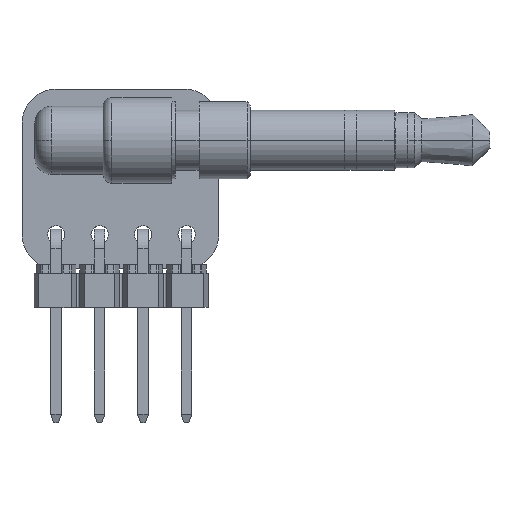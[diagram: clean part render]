
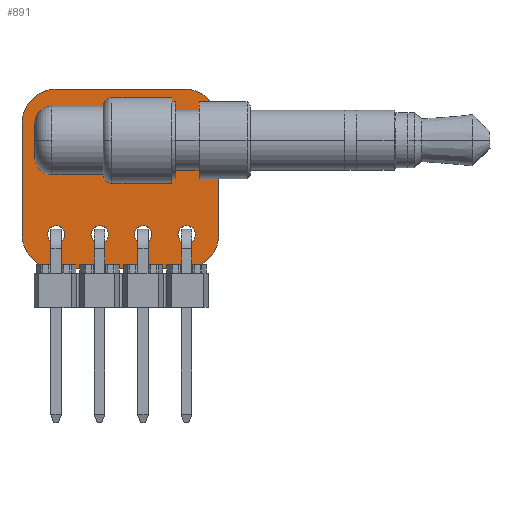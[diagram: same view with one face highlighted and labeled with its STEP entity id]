
A CAD part, top view. The second image highlights one B-rep face of the part: STEP entity #891.
In plain terms, the highlighted planar face has unit normal (0, 0, 1).
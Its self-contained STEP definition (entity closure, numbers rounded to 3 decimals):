
#80 = VERTEX_POINT('',#81);
#81 = CARTESIAN_POINT('',(2.,9.5,1.619));
#87 = EDGE_CURVE('',#80,#88,#90,.T.);
#88 = VERTEX_POINT('',#89);
#89 = CARTESIAN_POINT('',(0.,11.5,1.619));
#90 = CIRCLE('',#91,2.001);
#91 = AXIS2_PLACEMENT_3D('',#92,#93,#94);
#92 = CARTESIAN_POINT('',(2.001,11.501,1.619));
#93 = DIRECTION('',(0.,0.,-1.));
#94 = DIRECTION('',(0.,-1.,-0.));
#120 = EDGE_CURVE('',#88,#121,#123,.T.);
#121 = VERTEX_POINT('',#122);
#122 = CARTESIAN_POINT('',(0.,18.,1.619));
#123 = LINE('',#124,#125);
#124 = CARTESIAN_POINT('',(0.,11.5,1.619));
#125 = VECTOR('',#126,1.);
#126 = DIRECTION('',(0.,1.,0.));
#151 = EDGE_CURVE('',#121,#152,#154,.T.);
#152 = VERTEX_POINT('',#153);
#153 = CARTESIAN_POINT('',(2.,20.,1.619));
#154 = CIRCLE('',#155,2.001);
#155 = AXIS2_PLACEMENT_3D('',#156,#157,#158);
#156 = CARTESIAN_POINT('',(2.001,17.999,1.619));
#157 = DIRECTION('',(0.,0.,-1.));
#158 = DIRECTION('',(-1.,0.,0.));
#184 = EDGE_CURVE('',#152,#185,#187,.T.);
#185 = VERTEX_POINT('',#186);
#186 = CARTESIAN_POINT('',(9.5,20.,1.619));
#187 = LINE('',#188,#189);
#188 = CARTESIAN_POINT('',(2.,20.,1.619));
#189 = VECTOR('',#190,1.);
#190 = DIRECTION('',(1.,0.,0.));
#215 = EDGE_CURVE('',#185,#216,#218,.T.);
#216 = VERTEX_POINT('',#217);
#217 = CARTESIAN_POINT('',(11.5,18.,1.619));
#218 = CIRCLE('',#219,2.001);
#219 = AXIS2_PLACEMENT_3D('',#220,#221,#222);
#220 = CARTESIAN_POINT('',(9.499,17.999,1.619));
#221 = DIRECTION('',(0.,0.,-1.));
#222 = DIRECTION('',(0.,1.,0.));
#248 = EDGE_CURVE('',#216,#249,#251,.T.);
#249 = VERTEX_POINT('',#250);
#250 = CARTESIAN_POINT('',(11.5,11.5,1.619));
#251 = LINE('',#252,#253);
#252 = CARTESIAN_POINT('',(11.5,18.,1.619));
#253 = VECTOR('',#254,1.);
#254 = DIRECTION('',(0.,-1.,0.));
#279 = EDGE_CURVE('',#249,#280,#282,.T.);
#280 = VERTEX_POINT('',#281);
#281 = CARTESIAN_POINT('',(9.5,9.5,1.619));
#282 = CIRCLE('',#283,2.001);
#283 = AXIS2_PLACEMENT_3D('',#284,#285,#286);
#284 = CARTESIAN_POINT('',(9.499,11.501,1.619));
#285 = DIRECTION('',(0.,0.,-1.));
#286 = DIRECTION('',(1.,0.,0.));
#312 = EDGE_CURVE('',#280,#80,#313,.T.);
#313 = LINE('',#314,#315);
#314 = CARTESIAN_POINT('',(9.5,9.5,1.619));
#315 = VECTOR('',#316,1.);
#316 = DIRECTION('',(-1.,0.,0.));
#336 = VERTEX_POINT('',#337);
#337 = CARTESIAN_POINT('',(2.508,11.5,1.619));
#343 = EDGE_CURVE('',#336,#336,#344,.T.);
#344 = CIRCLE('',#345,0.508);
#345 = AXIS2_PLACEMENT_3D('',#346,#347,#348);
#346 = CARTESIAN_POINT('',(2.,11.5,1.619));
#347 = DIRECTION('',(0.,0.,1.));
#348 = DIRECTION('',(1.,0.,-0.));
#369 = VERTEX_POINT('',#370);
#370 = CARTESIAN_POINT('',(2.75,17.35,1.619));
#376 = EDGE_CURVE('',#369,#377,#379,.T.);
#377 = VERTEX_POINT('',#378);
#378 = CARTESIAN_POINT('',(2.75,16.65,1.619));
#379 = LINE('',#380,#381);
#380 = CARTESIAN_POINT('',(2.75,17.35,1.619));
#381 = VECTOR('',#382,1.);
#382 = DIRECTION('',(0.,-1.,0.));
#407 = EDGE_CURVE('',#377,#408,#410,.T.);
#408 = VERTEX_POINT('',#409);
#409 = CARTESIAN_POINT('',(3.25,16.65,1.619));
#410 = CIRCLE('',#411,0.25);
#411 = AXIS2_PLACEMENT_3D('',#412,#413,#414);
#412 = CARTESIAN_POINT('',(3.,16.65,1.619));
#413 = DIRECTION('',(0.,0.,1.));
#414 = DIRECTION('',(-1.,0.,-0.));
#440 = EDGE_CURVE('',#408,#441,#443,.T.);
#441 = VERTEX_POINT('',#442);
#442 = CARTESIAN_POINT('',(3.25,17.35,1.619));
#443 = LINE('',#444,#445);
#444 = CARTESIAN_POINT('',(3.25,16.65,1.619));
#445 = VECTOR('',#446,1.);
#446 = DIRECTION('',(0.,1.,0.));
#471 = EDGE_CURVE('',#441,#369,#472,.T.);
#472 = CIRCLE('',#473,0.25);
#473 = AXIS2_PLACEMENT_3D('',#474,#475,#476);
#474 = CARTESIAN_POINT('',(3.,17.35,1.619));
#475 = DIRECTION('',(0.,0.,1.));
#476 = DIRECTION('',(1.,0.,-0.));
#497 = VERTEX_POINT('',#498);
#498 = CARTESIAN_POINT('',(5.048,11.5,1.619));
#504 = EDGE_CURVE('',#497,#497,#505,.T.);
#505 = CIRCLE('',#506,0.508);
#506 = AXIS2_PLACEMENT_3D('',#507,#508,#509);
#507 = CARTESIAN_POINT('',(4.54,11.5,1.619));
#508 = DIRECTION('',(0.,0.,1.));
#509 = DIRECTION('',(1.,0.,-0.));
#530 = VERTEX_POINT('',#531);
#531 = CARTESIAN_POINT('',(7.588,11.5,1.619));
#537 = EDGE_CURVE('',#530,#530,#538,.T.);
#538 = CIRCLE('',#539,0.508);
#539 = AXIS2_PLACEMENT_3D('',#540,#541,#542);
#540 = CARTESIAN_POINT('',(7.08,11.5,1.619));
#541 = DIRECTION('',(0.,0.,1.));
#542 = DIRECTION('',(1.,0.,-0.));
#563 = VERTEX_POINT('',#564);
#564 = CARTESIAN_POINT('',(10.128,11.5,1.619));
#570 = EDGE_CURVE('',#563,#563,#571,.T.);
#571 = CIRCLE('',#572,0.508);
#572 = AXIS2_PLACEMENT_3D('',#573,#574,#575);
#573 = CARTESIAN_POINT('',(9.62,11.5,1.619));
#574 = DIRECTION('',(0.,0.,1.));
#575 = DIRECTION('',(1.,0.,-0.));
#596 = VERTEX_POINT('',#597);
#597 = CARTESIAN_POINT('',(5.25,17.35,1.619));
#603 = EDGE_CURVE('',#596,#604,#606,.T.);
#604 = VERTEX_POINT('',#605);
#605 = CARTESIAN_POINT('',(5.25,16.65,1.619));
#606 = LINE('',#607,#608);
#607 = CARTESIAN_POINT('',(5.25,17.35,1.619));
#608 = VECTOR('',#609,1.);
#609 = DIRECTION('',(0.,-1.,0.));
#634 = EDGE_CURVE('',#604,#635,#637,.T.);
#635 = VERTEX_POINT('',#636);
#636 = CARTESIAN_POINT('',(5.75,16.65,1.619));
#637 = CIRCLE('',#638,0.25);
#638 = AXIS2_PLACEMENT_3D('',#639,#640,#641);
#639 = CARTESIAN_POINT('',(5.5,16.65,1.619));
#640 = DIRECTION('',(0.,0.,1.));
#641 = DIRECTION('',(-1.,0.,-0.));
#667 = EDGE_CURVE('',#635,#668,#670,.T.);
#668 = VERTEX_POINT('',#669);
#669 = CARTESIAN_POINT('',(5.75,17.35,1.619));
#670 = LINE('',#671,#672);
#671 = CARTESIAN_POINT('',(5.75,16.65,1.619));
#672 = VECTOR('',#673,1.);
#673 = DIRECTION('',(0.,1.,0.));
#698 = EDGE_CURVE('',#668,#596,#699,.T.);
#699 = CIRCLE('',#700,0.25);
#700 = AXIS2_PLACEMENT_3D('',#701,#702,#703);
#701 = CARTESIAN_POINT('',(5.5,17.35,1.619));
#702 = DIRECTION('',(0.,0.,1.));
#703 = DIRECTION('',(1.,0.,-0.));
#724 = VERTEX_POINT('',#725);
#725 = CARTESIAN_POINT('',(7.75,17.35,1.619));
#731 = EDGE_CURVE('',#724,#732,#734,.T.);
#732 = VERTEX_POINT('',#733);
#733 = CARTESIAN_POINT('',(7.75,16.65,1.619));
#734 = LINE('',#735,#736);
#735 = CARTESIAN_POINT('',(7.75,17.35,1.619));
#736 = VECTOR('',#737,1.);
#737 = DIRECTION('',(0.,-1.,0.));
#762 = EDGE_CURVE('',#732,#763,#765,.T.);
#763 = VERTEX_POINT('',#764);
#764 = CARTESIAN_POINT('',(8.25,16.65,1.619));
#765 = CIRCLE('',#766,0.25);
#766 = AXIS2_PLACEMENT_3D('',#767,#768,#769);
#767 = CARTESIAN_POINT('',(8.,16.65,1.619));
#768 = DIRECTION('',(0.,0.,1.));
#769 = DIRECTION('',(-1.,0.,-0.));
#795 = EDGE_CURVE('',#763,#796,#798,.T.);
#796 = VERTEX_POINT('',#797);
#797 = CARTESIAN_POINT('',(8.25,17.35,1.619));
#798 = LINE('',#799,#800);
#799 = CARTESIAN_POINT('',(8.25,16.65,1.619));
#800 = VECTOR('',#801,1.);
#801 = DIRECTION('',(0.,1.,0.));
#826 = EDGE_CURVE('',#796,#724,#827,.T.);
#827 = CIRCLE('',#828,0.25);
#828 = AXIS2_PLACEMENT_3D('',#829,#830,#831);
#829 = CARTESIAN_POINT('',(8.,17.35,1.619));
#830 = DIRECTION('',(0.,0.,1.));
#831 = DIRECTION('',(1.,0.,-0.));
#891 = ADVANCED_FACE('',(#892,#902,#905,#911,#914,#917,#920,#926),#932,
  .F.);
#892 = FACE_BOUND('',#893,.F.);
#893 = EDGE_LOOP('',(#894,#895,#896,#897,#898,#899,#900,#901));
#894 = ORIENTED_EDGE('',*,*,#87,.T.);
#895 = ORIENTED_EDGE('',*,*,#120,.T.);
#896 = ORIENTED_EDGE('',*,*,#151,.T.);
#897 = ORIENTED_EDGE('',*,*,#184,.T.);
#898 = ORIENTED_EDGE('',*,*,#215,.T.);
#899 = ORIENTED_EDGE('',*,*,#248,.T.);
#900 = ORIENTED_EDGE('',*,*,#279,.T.);
#901 = ORIENTED_EDGE('',*,*,#312,.T.);
#902 = FACE_BOUND('',#903,.F.);
#903 = EDGE_LOOP('',(#904));
#904 = ORIENTED_EDGE('',*,*,#343,.T.);
#905 = FACE_BOUND('',#906,.F.);
#906 = EDGE_LOOP('',(#907,#908,#909,#910));
#907 = ORIENTED_EDGE('',*,*,#376,.T.);
#908 = ORIENTED_EDGE('',*,*,#407,.T.);
#909 = ORIENTED_EDGE('',*,*,#440,.T.);
#910 = ORIENTED_EDGE('',*,*,#471,.T.);
#911 = FACE_BOUND('',#912,.F.);
#912 = EDGE_LOOP('',(#913));
#913 = ORIENTED_EDGE('',*,*,#504,.T.);
#914 = FACE_BOUND('',#915,.F.);
#915 = EDGE_LOOP('',(#916));
#916 = ORIENTED_EDGE('',*,*,#537,.T.);
#917 = FACE_BOUND('',#918,.F.);
#918 = EDGE_LOOP('',(#919));
#919 = ORIENTED_EDGE('',*,*,#570,.T.);
#920 = FACE_BOUND('',#921,.F.);
#921 = EDGE_LOOP('',(#922,#923,#924,#925));
#922 = ORIENTED_EDGE('',*,*,#603,.T.);
#923 = ORIENTED_EDGE('',*,*,#634,.T.);
#924 = ORIENTED_EDGE('',*,*,#667,.T.);
#925 = ORIENTED_EDGE('',*,*,#698,.T.);
#926 = FACE_BOUND('',#927,.F.);
#927 = EDGE_LOOP('',(#928,#929,#930,#931));
#928 = ORIENTED_EDGE('',*,*,#731,.T.);
#929 = ORIENTED_EDGE('',*,*,#762,.T.);
#930 = ORIENTED_EDGE('',*,*,#795,.T.);
#931 = ORIENTED_EDGE('',*,*,#826,.T.);
#932 = PLANE('',#933);
#933 = AXIS2_PLACEMENT_3D('',#934,#935,#936);
#934 = CARTESIAN_POINT('',(5.75,14.75,1.619));
#935 = DIRECTION('',(-0.,-0.,-1.));
#936 = DIRECTION('',(-1.,0.,0.));
